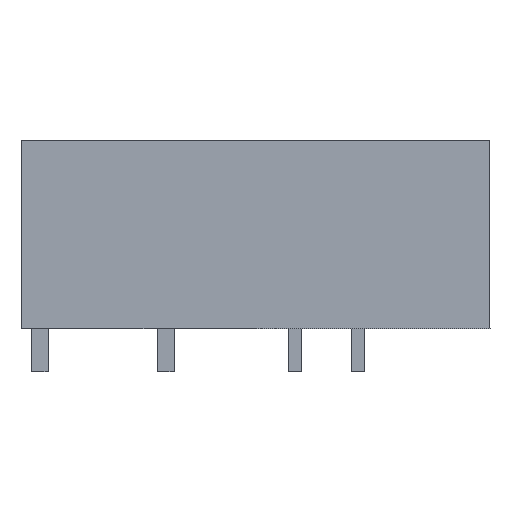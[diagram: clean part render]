
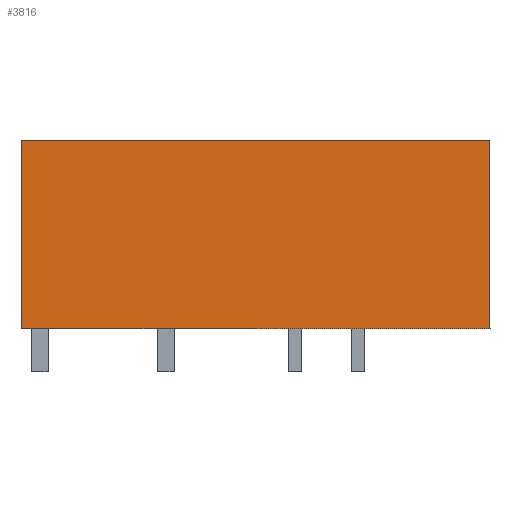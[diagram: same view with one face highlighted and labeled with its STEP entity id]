
A CAD part, left-side view. The second image highlights one B-rep face of the part: STEP entity #3816.
In plain terms, the highlighted planar face has unit normal (-1, 0, 0).
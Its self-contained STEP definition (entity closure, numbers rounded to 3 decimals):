
#3803=AXIS2_PLACEMENT_3D('Plane Axis2P3D',#3800,#3801,#3802) ;
#1246=CARTESIAN_POINT('Vertex',(0.,28.3,2.6)) ;
#1249=CARTESIAN_POINT('Line Origine',(0.,28.3,8.3)) ;
#1253=CARTESIAN_POINT('Vertex',(0.,28.3,14.)) ;
#1344=CARTESIAN_POINT('Line Origine',(0.,14.15,14.)) ;
#1348=CARTESIAN_POINT('Vertex',(0.,0.,14.)) ;
#3227=CARTESIAN_POINT('Line Origine',(0.,0.,8.3)) ;
#3231=CARTESIAN_POINT('Vertex',(0.,0.,2.6)) ;
#3800=CARTESIAN_POINT('Axis2P3D Location',(0.,28.3,-0.9)) ;
#3805=CARTESIAN_POINT('Line Origine',(0.,14.15,2.6)) ;
#1250=DIRECTION('Vector Direction',(0.,0.,1.)) ;
#1345=DIRECTION('Vector Direction',(0.,1.,0.)) ;
#3228=DIRECTION('Vector Direction',(0.,0.,-1.)) ;
#3801=DIRECTION('Axis2P3D Direction',(-1.,0.,0.)) ;
#3802=DIRECTION('Axis2P3D XDirection',(0.,-1.,0.)) ;
#3806=DIRECTION('Vector Direction',(0.,1.,0.)) ;
#1251=VECTOR('Line Direction',#1250,1.) ;
#1346=VECTOR('Line Direction',#1345,1.) ;
#3229=VECTOR('Line Direction',#3228,1.) ;
#3807=VECTOR('Line Direction',#3806,1.) ;
#3811=ORIENTED_EDGE('',*,*,#3809,.F.) ;
#3812=ORIENTED_EDGE('',*,*,#3233,.F.) ;
#3813=ORIENTED_EDGE('',*,*,#1350,.T.) ;
#3814=ORIENTED_EDGE('',*,*,#1255,.T.) ;
#3816=ADVANCED_FACE('housing',(#3815),#3804,.T.) ;
#1255=EDGE_CURVE('',#1254,#1247,#1252,.F.) ;
#1350=EDGE_CURVE('',#1349,#1254,#1347,.T.) ;
#3233=EDGE_CURVE('',#1349,#3232,#3230,.T.) ;
#3809=EDGE_CURVE('',#3232,#1247,#3808,.T.) ;
#3810=EDGE_LOOP('',(#3811,#3812,#3813,#3814)) ;
#3815=FACE_OUTER_BOUND('',#3810,.T.) ;
#1252=LINE('Line',#1249,#1251) ;
#1347=LINE('Line',#1344,#1346) ;
#3230=LINE('Line',#3227,#3229) ;
#3808=LINE('Line',#3805,#3807) ;
#3804=PLANE('',#3803) ;
#1247=VERTEX_POINT('',#1246) ;
#1254=VERTEX_POINT('',#1253) ;
#1349=VERTEX_POINT('',#1348) ;
#3232=VERTEX_POINT('',#3231) ;
